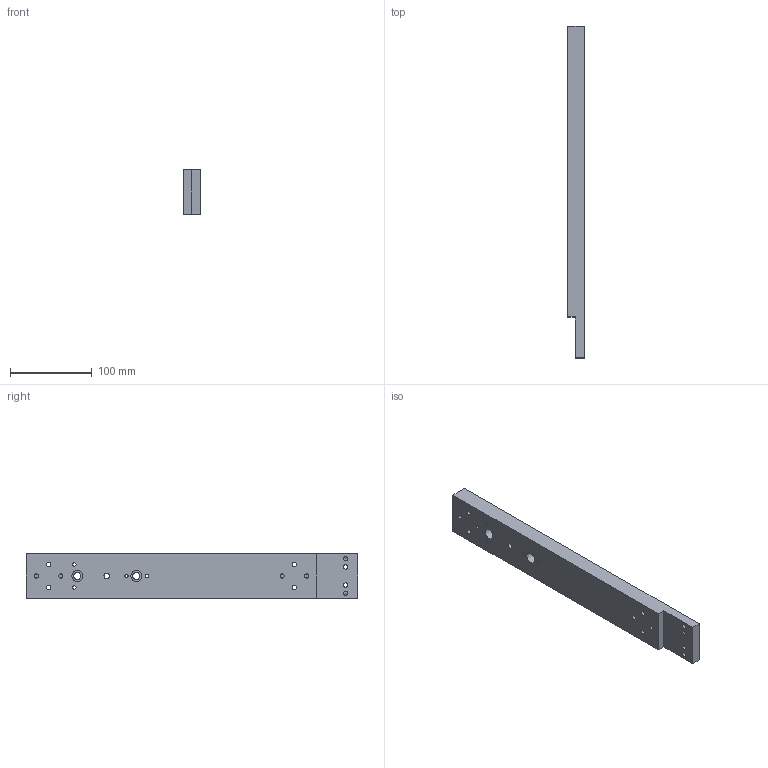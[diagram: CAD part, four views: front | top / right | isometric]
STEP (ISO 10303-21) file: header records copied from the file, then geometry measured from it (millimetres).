
FILE_DESCRIPTION(/* description */ (''),/* implementation_level */ '2;1');
FILE_NAME(/* name */ '190718_top_bar.stp',/* time_stamp */ '2019-07-18T14:12:37+02:00',/* author */ (''),/* organization */ (''),/* preprocessor_version */ 'ST-DEVELOPER v16.7',/* originating_system */ 'SIEMENS PLM Software NX 12.0',/* authorisation */ '');
FILE_SCHEMA (('AUTOMOTIVE_DESIGN { 1 0 10303 214 3 1 1 1 }'));
Length unit declared in the file: millimetre
Products named in the file (1): bmas477C8C18u68k
Bounding box: 20 x 405 x 54 mm (x, y, z)
Volume: 398018.7 mm3; surface area: 67920.4 mm2
Topology: 1 solids, 1 shells, 67 faces, 174 edges, 119 vertices
Faces by surface type: cylinder 34, plane 18, cone 15
Full cylindrical faces by diameter (mm): 3.3 x2, 4 x4, 4.2 x3, 5 x6, 5.2 x2, 5.5 x4, 6.8 x1, 8 x4, 8.5 x2, 11 x4, 13.5 x2
Entity records: 1644 total; most frequent: DIRECTION 298, CARTESIAN_POINT 249, ORIENTED_EDGE 180, EDGE_LOOP 152, FACE_BOUND 151, AXIS2_PLACEMENT_3D 140, VERTEX_POINT 91, EDGE_CURVE 90
